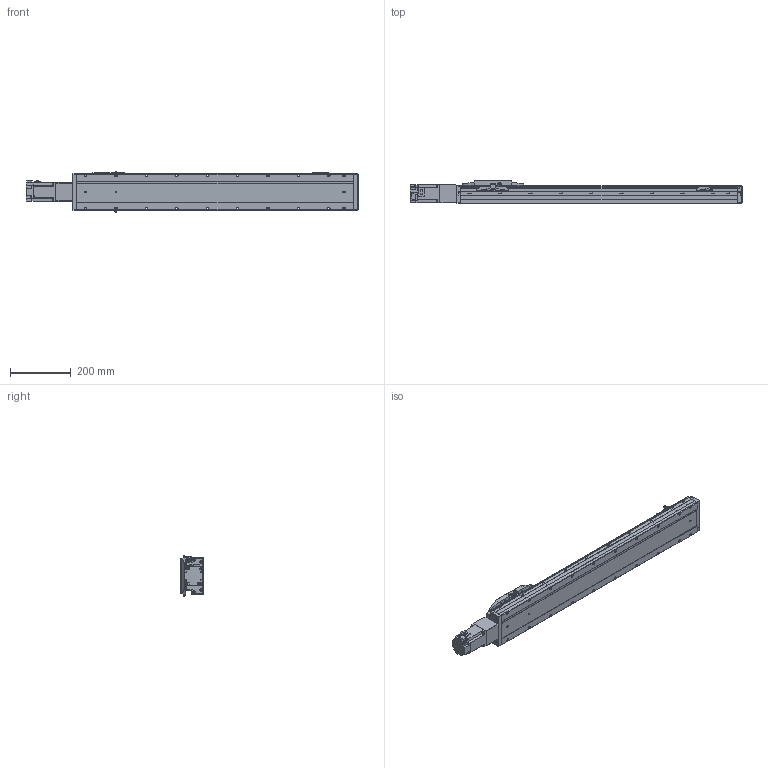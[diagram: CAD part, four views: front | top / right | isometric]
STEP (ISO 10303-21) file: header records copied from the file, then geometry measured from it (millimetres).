
FILE_DESCRIPTION (( 'STEP AP214' ), '1' );
FILE_NAME ('MTU120BC-16XLD-0700-XXXX.STEP', '2025-02-27T13:35:53', ( '' ), ( '' ), 'SwSTEP 2.0', 'SolidWorks 2022', '' );
FILE_SCHEMA (( 'AUTOMOTIVE_DESIGN' ));
Length unit declared in the file: millimetre
Products named in the file (11): MTU120-700-3; MTU120-700-2; MTU120-700MOTOR; MTU120-700FANGTOOTH; MTU120-700CARRIAGE; MTU120BC-16XLD-0700-XXXX; MTU120-700-4; MTU120-700SENSOR; FANG STICKER; MTU120-700SENSORPLATE; MTU120-700-1
Assembly tree (14 placements, depth 2):
  MTU120BC-16XLD-0700-XXXX
    MTU120-700-1
    MTU120-700-2
    MTU120-700-3
    MTU120-700MOTOR
    MTU120-700CARRIAGE
    MTU120-700-4
    MTU120-700SENSORPLATE  x3
    MTU120-700SENSOR  x3
    MTU120-700FANGTOOTH
    FANG STICKER
Bounding box: 1092.3 x 76 x 133.6 mm (x, y, z)
Volume: 6678839.7 mm3; surface area: 542869.1 mm2
Topology: 14 solids, 15 shells, 1754 faces, 4537 edges, 2949 vertices
Faces by surface type: plane 1095, cylinder 495, cone 110, torus 50, sphere 4
Entity records: 45880 total; most frequent: CARTESIAN_POINT 8297, DIRECTION 7793, ORIENTED_EDGE 7622, EDGE_CURVE 3811, LINE 2783, VECTOR 2783, AXIS2_PLACEMENT_3D 2505, VERTEX_POINT 2477
